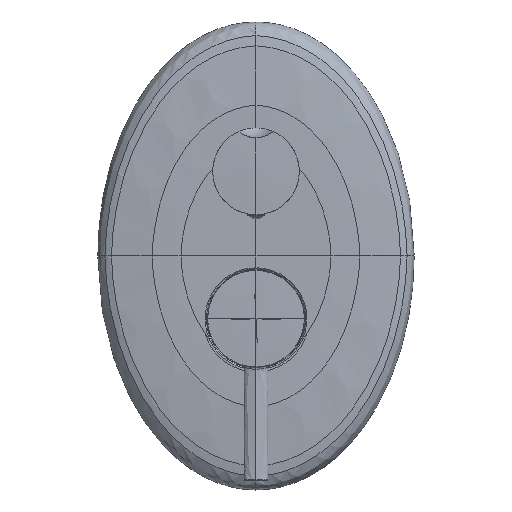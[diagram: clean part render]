
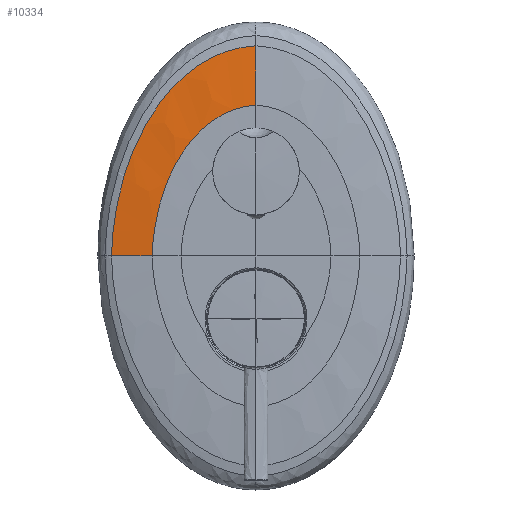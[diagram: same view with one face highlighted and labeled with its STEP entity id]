
A CAD part, top view. The second image highlights one B-rep face of the part: STEP entity #10334.
In plain terms, the highlighted free-form (B-spline) face has degree [3, 3] with [7, 4] control points.
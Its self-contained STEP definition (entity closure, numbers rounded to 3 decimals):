
#6905=CARTESIAN_POINT('',(-66.705,29.,-8.597));
#6907=CARTESIAN_POINT('',(0.,125.979,-7.886));
#6908=CARTESIAN_POINT('',(-8.557,125.668,
-7.945));
#6909=CARTESIAN_POINT('',(-25.667,120.192,
-8.064));
#6910=CARTESIAN_POINT('',(-47.567,98.52,
-8.242));
#6911=CARTESIAN_POINT('',(-62.505,66.546,
-8.42));
#6912=CARTESIAN_POINT('',(-66.399,41.517,
-8.538));
#6913=CARTESIAN_POINT('',(-66.705,29.,-8.597));
#6931=CARTESIAN_POINT('',(-66.705,29.,-8.597));
#6932=CARTESIAN_POINT('',(-60.477,29.,-7.584));
#6933=CARTESIAN_POINT('',(-54.201,29.,-6.865));
#6934=CARTESIAN_POINT('',(-47.904,29.,-6.445));
#6936=CARTESIAN_POINT('',(0.,98.577,-6.));
#6937=CARTESIAN_POINT('',(-6.141,98.349,
-6.037));
#6938=CARTESIAN_POINT('',(-18.421,94.413,
-6.111));
#6939=CARTESIAN_POINT('',(-34.141,78.863,
-6.222));
#6940=CARTESIAN_POINT('',(-44.871,55.929,
-6.333));
#6941=CARTESIAN_POINT('',(-47.678,37.978,
-6.408));
#6942=CARTESIAN_POINT('',(-47.904,29.,-6.445));
#6957=CARTESIAN_POINT('',(0.,125.979,-7.886));
#6958=CARTESIAN_POINT('',(0.,116.902,-6.631));
#6959=CARTESIAN_POINT('',(0.,107.74,-6.));
#6960=CARTESIAN_POINT('',(0.,98.577,-6.));
#7004=CARTESIAN_POINT('',(0.,125.979,-7.886));
#7835=VERTEX_POINT('',#7004);
#7836=VERTEX_POINT('',#6960);
#7850=VERTEX_POINT('',#6905);
#7851=VERTEX_POINT('',#6934);
#10297=CARTESIAN_POINT('',(1.289,126.279,
-7.915));
#10298=CARTESIAN_POINT('',(1.166,117.021,
-6.619));
#10299=CARTESIAN_POINT('',(1.043,107.672,
-5.976));
#10300=CARTESIAN_POINT('',(0.919,98.323,
-5.995));
#10301=CARTESIAN_POINT('',(-7.72,126.209,
-7.977));
#10302=CARTESIAN_POINT('',(-6.984,116.951,
-6.702));
#10303=CARTESIAN_POINT('',(-6.245,107.608,
-6.052));
#10304=CARTESIAN_POINT('',(-5.503,98.267,
-6.033));
#10305=CARTESIAN_POINT('',(-25.372,120.811,
-8.097));
#10306=CARTESIAN_POINT('',(-22.954,112.057,
-6.866));
#10307=CARTESIAN_POINT('',(-20.523,103.235,
-6.201));
#10308=CARTESIAN_POINT('',(-18.087,94.413,
-6.106));
#10309=CARTESIAN_POINT('',(-47.701,98.715,
-8.276));
#10310=CARTESIAN_POINT('',(-43.156,92.062,
-7.109));
#10311=CARTESIAN_POINT('',(-38.587,85.364,
-6.421));
#10312=CARTESIAN_POINT('',(-34.007,78.666,
-6.216));
#10313=CARTESIAN_POINT('',(-62.851,66.286,
-8.454));
#10314=CARTESIAN_POINT('',(-56.869,62.726,
-7.351));
#10315=CARTESIAN_POINT('',(-50.85,59.144,
-6.64));
#10316=CARTESIAN_POINT('',(-44.816,55.562,
-6.325));
#10317=CARTESIAN_POINT('',(-66.716,40.692,
-8.573));
#10318=CARTESIAN_POINT('',(-60.376,39.576,
-7.514));
#10319=CARTESIAN_POINT('',(-53.989,38.452,
-6.788));
#10320=CARTESIAN_POINT('',(-47.584,37.329,
-6.399));
#10321=CARTESIAN_POINT('',(-66.917,27.711,
-8.634));
#10322=CARTESIAN_POINT('',(-60.563,27.834,
-7.596));
#10323=CARTESIAN_POINT('',(-54.159,27.958,
-6.862));
#10324=CARTESIAN_POINT('',(-47.735,28.082,
-6.436));
#10325=B_SPLINE_SURFACE_WITH_KNOTS('',3,3,((#10297,#10298,#10299,#10300),
(#10301,#10302,#10303,#10304),(#10305,#10306,#10307,#10308),(#10309,#10310,
#10311,#10312),(#10313,#10314,#10315,#10316),(#10317,#10318,#10319,#10320),(
#10321,#10322,#10323,#10324)),.UNSPECIFIED.,.F.,.F.,.F.,(4,1,1,1,4),(4,4),(
-0.013,0.25,0.5,0.75,1.009),(0.134,
0.384),.UNSPECIFIED.);
#10326=ORIENTED_EDGE('',*,*,#10280,.F.);
#10327=ORIENTED_EDGE('',*,*,#10193,.F.);
#10329=ORIENTED_EDGE('',*,*,#10328,.T.);
#10331=ORIENTED_EDGE('',*,*,#10330,.T.);
#10332=EDGE_LOOP('',(#10326,#10327,#10329,#10331));
#10333=FACE_OUTER_BOUND('',#10332,.F.);
#10334=ADVANCED_FACE('',(#10333),#10325,.T.);
#6914=B_SPLINE_CURVE_WITH_KNOTS('',3,(#6907,#6908,#6909,#6910,#6911,#6912,
#6913),.UNSPECIFIED.,.F.,.F.,(4,1,1,1,4),(0.,0.25,0.5,0.75,1.),
.UNSPECIFIED.);
#6935=B_SPLINE_CURVE_WITH_KNOTS('',3,(#6931,#6932,#6933,#6934),.UNSPECIFIED.,
.F.,.F.,(4,4),(0.,1.),.UNSPECIFIED.);
#6943=B_SPLINE_CURVE_WITH_KNOTS('',3,(#6936,#6937,#6938,#6939,#6940,#6941,
#6942),.UNSPECIFIED.,.F.,.F.,(4,1,1,1,4),(0.,0.25,0.5,0.75,1.),
.UNSPECIFIED.);
#6961=B_SPLINE_CURVE_WITH_KNOTS('',3,(#6957,#6958,#6959,#6960),.UNSPECIFIED.,
.F.,.F.,(4,4),(0.,1.),.UNSPECIFIED.);
#10193=EDGE_CURVE('',#7835,#7850,#6914,.T.);
#10280=EDGE_CURVE('',#7850,#7851,#6935,.T.);
#10328=EDGE_CURVE('',#7835,#7836,#6961,.T.);
#10330=EDGE_CURVE('',#7836,#7851,#6943,.T.);
